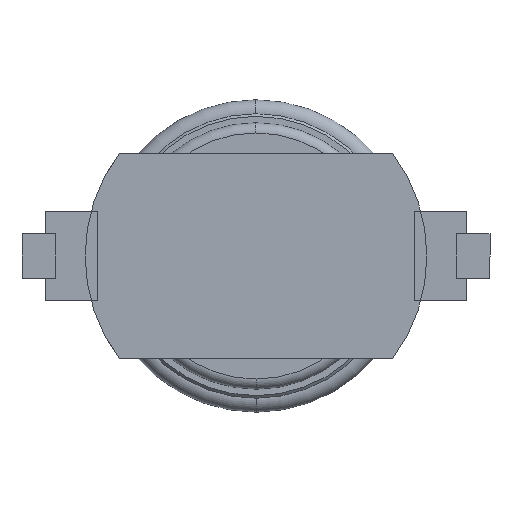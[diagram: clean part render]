
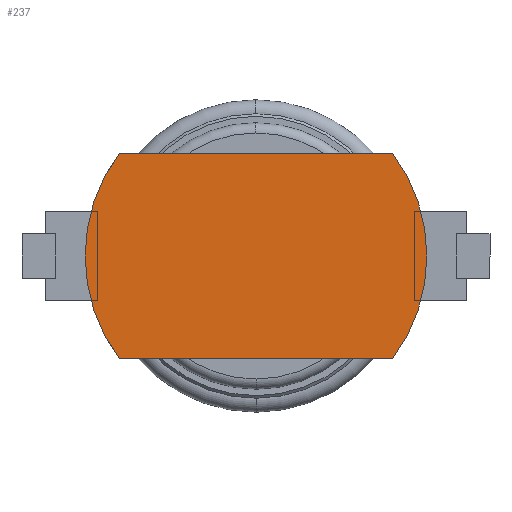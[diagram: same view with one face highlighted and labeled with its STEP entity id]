
A CAD part, front view. The second image highlights one B-rep face of the part: STEP entity #237.
In plain terms, the highlighted planar face has unit normal (0, -1, 0).
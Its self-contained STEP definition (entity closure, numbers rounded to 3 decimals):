
#38 = LINE ( 'NONE', #1129, #1835 ) ;
#97 = CIRCLE ( 'NONE', #1272, 13.4 ) ;
#237 = ADVANCED_FACE ( 'NONE', ( #5705 ), #4367, .F. ) ;
#248 = CARTESIAN_POINT ( 'NONE',  ( -10.712, 0., -8.05 ) ) ;
#349 = DIRECTION ( 'NONE',  ( 0., 0., -1. ) ) ;
#617 = AXIS2_PLACEMENT_3D ( 'NONE', #5657, #1693, #349 ) ;
#726 = EDGE_CURVE ( 'NONE', #3161, #2206, #2061, .T. ) ;
#791 = VERTEX_POINT ( 'NONE', #1202 ) ;
#1013 = CARTESIAN_POINT ( 'NONE',  ( 10.712, 0., 8.05 ) ) ;
#1022 = DIRECTION ( 'NONE',  ( 0., 0., -1. ) ) ;
#1129 = CARTESIAN_POINT ( 'NONE',  ( 0., 0., 8.05 ) ) ;
#1202 = CARTESIAN_POINT ( 'NONE',  ( -10.712, 0., 8.05 ) ) ;
#1258 = DIRECTION ( 'NONE',  ( 0., 1., 0. ) ) ;
#1272 = AXIS2_PLACEMENT_3D ( 'NONE', #4135, #3656, #1022 ) ;
#1296 = VERTEX_POINT ( 'NONE', #1013 ) ;
#1571 = CARTESIAN_POINT ( 'NONE',  ( 10.712, 0., -8.05 ) ) ;
#1693 = DIRECTION ( 'NONE',  ( 0., -1., 0. ) ) ;
#1769 = VECTOR ( 'NONE', #2442, 1000. ) ;
#1835 = VECTOR ( 'NONE', #5511, 1000. ) ;
#1900 = EDGE_CURVE ( 'NONE', #2206, #1296, #97, .T. ) ;
#2061 = LINE ( 'NONE', #3321, #1769 ) ;
#2184 = ORIENTED_EDGE ( 'NONE', *, *, #5261, .T. ) ;
#2206 = VERTEX_POINT ( 'NONE', #1571 ) ;
#2278 = ORIENTED_EDGE ( 'NONE', *, *, #726, .T. ) ;
#2442 = DIRECTION ( 'NONE',  ( 1., 0., 0. ) ) ;
#2500 = EDGE_CURVE ( 'NONE', #791, #3161, #2795, .T. ) ;
#2795 = CIRCLE ( 'NONE', #617, 13.4 ) ;
#3055 = CARTESIAN_POINT ( 'NONE',  ( 0., 0., 0. ) ) ;
#3161 = VERTEX_POINT ( 'NONE', #248 ) ;
#3280 = ORIENTED_EDGE ( 'NONE', *, *, #2500, .T. ) ;
#3321 = CARTESIAN_POINT ( 'NONE',  ( 0., 0., -8.05 ) ) ;
#3656 = DIRECTION ( 'NONE',  ( 0., -1., 0. ) ) ;
#3863 = AXIS2_PLACEMENT_3D ( 'NONE', #3055, #1258, #4748 ) ;
#4135 = CARTESIAN_POINT ( 'NONE',  ( 0., 0., 0. ) ) ;
#4367 = PLANE ( 'NONE',  #3863 ) ;
#4406 = ORIENTED_EDGE ( 'NONE', *, *, #1900, .T. ) ;
#4748 = DIRECTION ( 'NONE',  ( 0., 0., 1. ) ) ;
#5261 = EDGE_CURVE ( 'NONE', #1296, #791, #38, .T. ) ;
#5511 = DIRECTION ( 'NONE',  ( -1., 0., 0. ) ) ;
#5657 = CARTESIAN_POINT ( 'NONE',  ( 0., 0., 0. ) ) ;
#5687 = EDGE_LOOP ( 'NONE', ( #3280, #2278, #4406, #2184 ) ) ;
#5705 = FACE_OUTER_BOUND ( 'NONE', #5687, .T. ) ;
